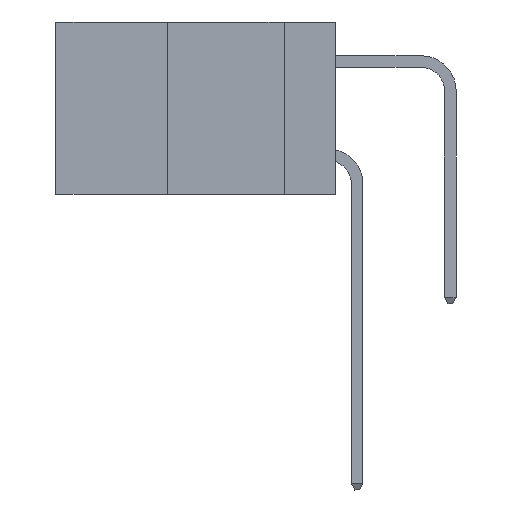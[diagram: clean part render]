
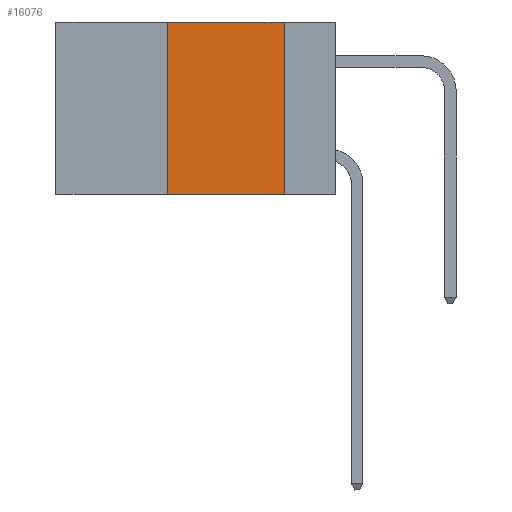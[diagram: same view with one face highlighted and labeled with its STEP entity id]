
A CAD part, left-side view. The second image highlights one B-rep face of the part: STEP entity #16076.
In plain terms, the highlighted planar face has unit normal (-1, 0, 0).
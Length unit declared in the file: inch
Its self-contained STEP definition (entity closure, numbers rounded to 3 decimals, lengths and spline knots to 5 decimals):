
#75 = FACE_OUTER_BOUND ( 'NONE', #16298, .T. ) ;
#596 = VERTEX_POINT ( 'NONE', #10624 ) ;
#1203 = CARTESIAN_POINT ( 'NONE',  ( 0., 0.11, -0.37 ) ) ;
#2467 = VECTOR ( 'NONE', #2877, 39.37008 ) ;
#2877 = DIRECTION ( 'NONE',  ( 0., -1., 0. ) ) ;
#3212 = ORIENTED_EDGE ( 'NONE', *, *, #23020, .F. ) ;
#3761 = CARTESIAN_POINT ( 'NONE',  ( 0., 0.11, 0. ) ) ;
#4540 = DIRECTION ( 'NONE',  ( 1., 0., 0. ) ) ;
#6097 = VECTOR ( 'NONE', #17925, 39.37008 ) ;
#6786 = EDGE_CURVE ( 'NONE', #20404, #22067, #17420, .T. ) ;
#7051 = CARTESIAN_POINT ( 'NONE',  ( 0., 0.6, -0.37 ) ) ;
#7479 = EDGE_CURVE ( 'NONE', #22067, #20020, #10623, .T. ) ;
#8965 = DIRECTION ( 'NONE',  ( 0., 0., -1. ) ) ;
#9481 = CARTESIAN_POINT ( 'NONE',  ( 0., 0.36, 0. ) ) ;
#9725 = DIRECTION ( 'NONE',  ( 0., 0., 1. ) ) ;
#10623 = LINE ( 'NONE', #26368, #6097 ) ;
#10624 = CARTESIAN_POINT ( 'NONE',  ( 0., 0.36, -0.37 ) ) ;
#11163 = ORIENTED_EDGE ( 'NONE', *, *, #25384, .T. ) ;
#11233 = AXIS2_PLACEMENT_3D ( 'NONE', #18953, #4540, #8965 ) ;
#11523 = LINE ( 'NONE', #7051, #2467 ) ;
#13896 = DIRECTION ( 'NONE',  ( 0., -1., 0. ) ) ;
#15969 = CARTESIAN_POINT ( 'NONE',  ( 0., 0.36, 0. ) ) ;
#16076 = ADVANCED_FACE ( 'NONE', ( #75 ), #21234, .F. ) ;
#16298 = EDGE_LOOP ( 'NONE', ( #22127, #21626, #3212, #11163 ) ) ;
#16525 = VECTOR ( 'NONE', #9725, 39.37008 ) ;
#17118 = VECTOR ( 'NONE', #13896, 39.37008 ) ;
#17420 = LINE ( 'NONE', #24238, #17118 ) ;
#17925 = DIRECTION ( 'NONE',  ( 0., 0., -1. ) ) ;
#18817 = LINE ( 'NONE', #15969, #16525 ) ;
#18953 = CARTESIAN_POINT ( 'NONE',  ( 0., 0.6, 0. ) ) ;
#20020 = VERTEX_POINT ( 'NONE', #1203 ) ;
#20404 = VERTEX_POINT ( 'NONE', #9481 ) ;
#21234 = PLANE ( 'NONE',  #11233 ) ;
#21626 = ORIENTED_EDGE ( 'NONE', *, *, #6786, .F. ) ;
#22067 = VERTEX_POINT ( 'NONE', #3761 ) ;
#22127 = ORIENTED_EDGE ( 'NONE', *, *, #7479, .F. ) ;
#23020 = EDGE_CURVE ( 'NONE', #596, #20404, #18817, .T. ) ;
#24238 = CARTESIAN_POINT ( 'NONE',  ( 0., 0.6, 0. ) ) ;
#25384 = EDGE_CURVE ( 'NONE', #596, #20020, #11523, .T. ) ;
#26368 = CARTESIAN_POINT ( 'NONE',  ( 0., 0.11, 0. ) ) ;
